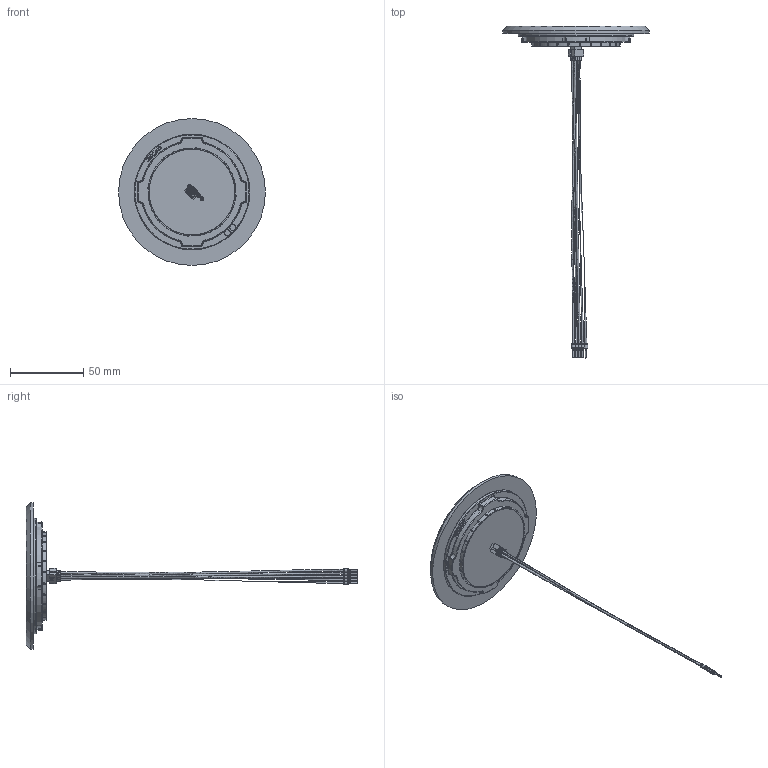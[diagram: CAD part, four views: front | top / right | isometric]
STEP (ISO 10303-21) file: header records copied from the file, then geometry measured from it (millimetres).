
FILE_DESCRIPTION (( 'STEP AP203' ), '1' );
FILE_NAME ('CAP001587-01.STEP', '2022-10-19T13:42:32', ( '' ), ( '' ), 'SwSTEP 2.0', 'SolidWorks 2021', '' );
FILE_SCHEMA (( 'CONFIG_CONTROL_DESIGN' ));
Length unit declared in the file: millimetre
Products named in the file (1): CAP001587-01
Bounding box: 100 x 225.97 x 100 mm (x, y, z)
Volume: 72138.2 mm3; surface area: 24797.5 mm2
Topology: 1 solids, 2 shells, 1107 faces, 3225 edges, 2096 vertices
Faces by surface type: plane 681, cylinder 127, torus 105, cone 104, bspline 82, sphere 8
Full cylindrical faces by diameter (mm): 0.75 x5, 0.8 x5, 1.1 x5, 2 x10, 2.5 x5, 4 x2, 78.6 x1, 78.8 x1, 100 x1
Entity records: 38262 total; most frequent: CARTESIAN_POINT 10160, ORIENTED_EDGE 6256, DIRECTION 5193, EDGE_CURVE 3128, VERTEX_POINT 2071, LINE 2049, VECTOR 2049, AXIS2_PLACEMENT_3D 1572
